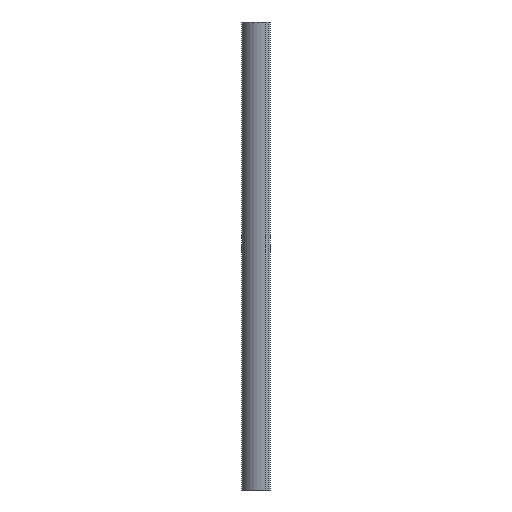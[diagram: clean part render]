
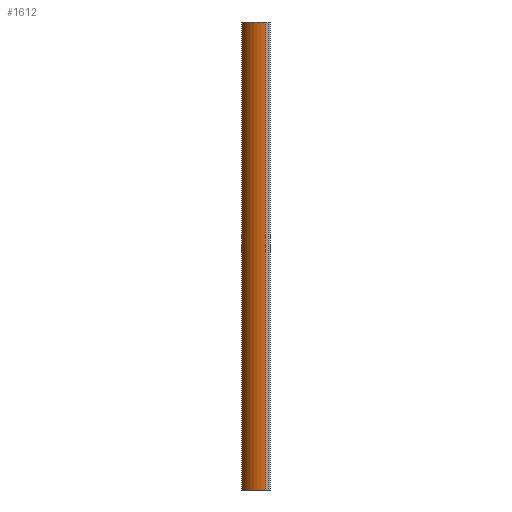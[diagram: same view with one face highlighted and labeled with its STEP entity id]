
A CAD part, left-side view. The second image highlights one B-rep face of the part: STEP entity #1612.
In plain terms, the highlighted cylindrical face has radius 25 mm (diameter 50 mm), a partial arc.
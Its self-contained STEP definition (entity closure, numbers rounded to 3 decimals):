
#125 = CIRCLE ( 'NONE', #186, 25. ) ;
#176 = DIRECTION ( 'NONE',  ( 1., 0., 0. ) ) ;
#184 = CARTESIAN_POINT ( 'NONE',  ( -11097.905, -9195.84, 0. ) ) ;
#186 = AXIS2_PLACEMENT_3D ( 'NONE', #184, #187, #176 ) ;
#187 = DIRECTION ( 'NONE',  ( 0., 0., 1. ) ) ;
#1112 = EDGE_CURVE ( 'NONE', #1195, #1114, #3048, .T. ) ;
#1114 = VERTEX_POINT ( 'NONE', #2952 ) ;
#1195 = VERTEX_POINT ( 'NONE', #3050 ) ;
#1382 = VERTEX_POINT ( 'NONE', #3422 ) ;
#1406 = VERTEX_POINT ( 'NONE', #3567 ) ;
#1611 = ORIENTED_EDGE ( 'NONE', *, *, #1623, .F. ) ;
#1612 = ADVANCED_FACE ( 'NONE', ( #3930 ), #3884, .T. ) ;
#1613 = ORIENTED_EDGE ( 'NONE', *, *, #1837, .T. ) ;
#1614 = ORIENTED_EDGE ( 'NONE', *, *, #1626, .T. ) ;
#1615 = ORIENTED_EDGE ( 'NONE', *, *, #1112, .F. ) ;
#1622 = EDGE_LOOP ( 'NONE', ( #1613, #1611, #1615, #1614 ) ) ;
#1623 = EDGE_CURVE ( 'NONE', #1114, #1406, #3854, .T. ) ;
#1626 = EDGE_CURVE ( 'NONE', #1195, #1382, #3923, .T. ) ;
#1837 = EDGE_CURVE ( 'NONE', #1382, #1406, #125, .T. ) ;
#2951 = CARTESIAN_POINT ( 'NONE',  ( -11097.905, -9195.84, 500. ) ) ;
#2952 = CARTESIAN_POINT ( 'NONE',  ( -11122.905, -9195.84, 500. ) ) ;
#3010 = DIRECTION ( 'NONE',  ( 0., 0., 1. ) ) ;
#3048 = CIRCLE ( 'NONE', #3079, 25. ) ;
#3050 = CARTESIAN_POINT ( 'NONE',  ( -11097.905, -9170.84, 500. ) ) ;
#3079 = AXIS2_PLACEMENT_3D ( 'NONE', #2951, #3010, #3162 ) ;
#3162 = DIRECTION ( 'NONE',  ( 1., 0., 0. ) ) ;
#3422 = CARTESIAN_POINT ( 'NONE',  ( -11097.905, -9170.84, 0. ) ) ;
#3567 = CARTESIAN_POINT ( 'NONE',  ( -11122.905, -9195.84, 0. ) ) ;
#3848 = DIRECTION ( 'NONE',  ( 0., 0., -1. ) ) ;
#3849 = VECTOR ( 'NONE', #3848, 1000. ) ;
#3852 = DIRECTION ( 'NONE',  ( 0., 0., -1. ) ) ;
#3853 = VECTOR ( 'NONE', #3852, 1000. ) ;
#3854 = LINE ( 'NONE', #3864, #3853 ) ;
#3864 = CARTESIAN_POINT ( 'NONE',  ( -11122.905, -9195.84, 500. ) ) ;
#3875 = DIRECTION ( 'NONE',  ( -1., 0., 0. ) ) ;
#3876 = DIRECTION ( 'NONE',  ( 0., 0., -1. ) ) ;
#3883 = CARTESIAN_POINT ( 'NONE',  ( -11097.905, -9170.84, 500. ) ) ;
#3884 = CYLINDRICAL_SURFACE ( 'NONE', #3941, 25. ) ;
#3922 = CARTESIAN_POINT ( 'NONE',  ( -11097.905, -9195.84, 500. ) ) ;
#3923 = LINE ( 'NONE', #3883, #3849 ) ;
#3930 = FACE_OUTER_BOUND ( 'NONE', #1622, .T. ) ;
#3941 = AXIS2_PLACEMENT_3D ( 'NONE', #3922, #3876, #3875 ) ;
